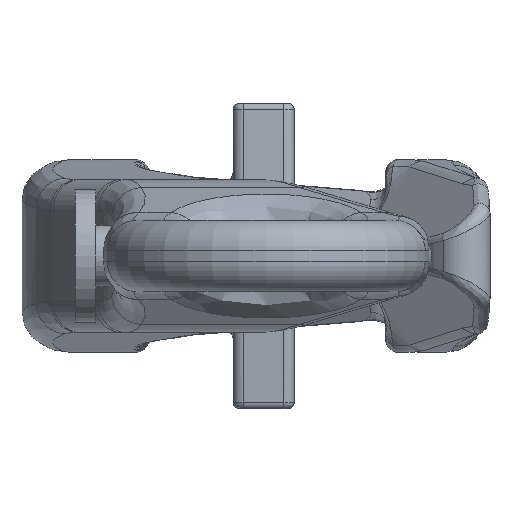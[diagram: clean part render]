
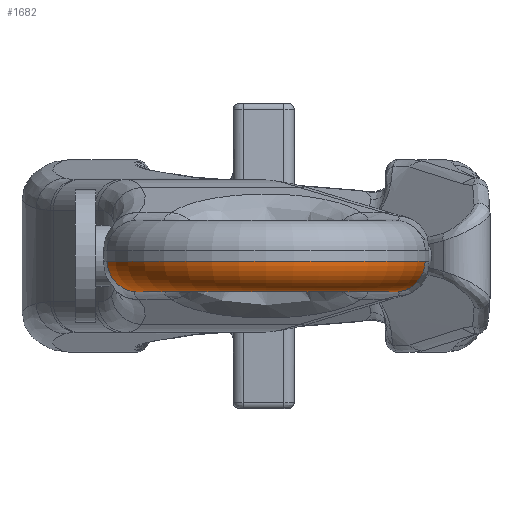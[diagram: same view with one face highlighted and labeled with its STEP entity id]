
A CAD part, left-side view. The second image highlights one B-rep face of the part: STEP entity #1682.
In plain terms, the highlighted toroidal (fillet/blend) face has major radius 26 mm and minor radius 6 mm.
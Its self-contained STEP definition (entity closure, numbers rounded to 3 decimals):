
#50=TOROIDAL_SURFACE('',#6646,26.,6.);
#123=(
BOUNDED_CURVE()
B_SPLINE_CURVE(2,(#12534,#12535,#12536),.UNSPECIFIED.,.F.,.F.)
B_SPLINE_CURVE_WITH_KNOTS((3,3),(0.,1.),.UNSPECIFIED.)
CURVE()
GEOMETRIC_REPRESENTATION_ITEM()
RATIONAL_B_SPLINE_CURVE((1.,0.707,1.))
REPRESENTATION_ITEM('')
);
#1682=ADVANCED_FACE('',(#2185),#50,.T.);
#2185=FACE_OUTER_BOUND('',#2599,.T.);
#2599=EDGE_LOOP('',(#3551,#3552,#3553,#3554));
#3551=ORIENTED_EDGE('',*,*,#5803,.T.);
#3552=ORIENTED_EDGE('',*,*,#5662,.F.);
#3553=ORIENTED_EDGE('',*,*,#5805,.F.);
#3554=ORIENTED_EDGE('',*,*,#5603,.F.);
#5017=VERTEX_POINT('',#10463);
#5018=VERTEX_POINT('',#10465);
#5061=VERTEX_POINT('',#11062);
#5064=VERTEX_POINT('',#11067);
#5603=EDGE_CURVE('',#5017,#5018,#6318,.T.);
#5662=EDGE_CURVE('',#5064,#5061,#6323,.T.);
#5803=EDGE_CURVE('',#5017,#5061,#6376,.T.);
#5805=EDGE_CURVE('',#5018,#5064,#123,.T.);
#6318=CIRCLE('',#6538,32.);
#6323=CIRCLE('',#6555,26.);
#6376=CIRCLE('',#6645,6.);
#6538=AXIS2_PLACEMENT_3D('',#10464,#7010,#7011);
#6555=AXIS2_PLACEMENT_3D('',#11068,#7056,#7057);
#6645=AXIS2_PLACEMENT_3D('',#12476,#7260,#7261);
#6646=AXIS2_PLACEMENT_3D('',#12537,#7262,#7263);
#7010=DIRECTION('',(0.,0.,1.));
#7011=DIRECTION('',(-1.,0.,0.));
#7056=DIRECTION('',(0.,0.,-1.));
#7057=DIRECTION('',(-1.,0.,0.));
#7260=DIRECTION('',(-0.977,-0.215,0.));
#7261=DIRECTION('',(0.215,-0.977,0.));
#7262=DIRECTION('',(0.,0.,-1.));
#7263=DIRECTION('',(1.,0.,0.));
#10463=CARTESIAN_POINT('',(-87.609,31.248,-1.));
#10464=CARTESIAN_POINT('',(-80.714,0.,-1.));
#10465=CARTESIAN_POINT('',(-87.609,-31.248,-1.));
#11062=CARTESIAN_POINT('',(-86.316,25.389,-7.));
#11067=CARTESIAN_POINT('',(-86.316,-25.389,-7.));
#11068=CARTESIAN_POINT('',(-80.714,0.,-7.));
#12476=CARTESIAN_POINT('',(-86.316,25.389,-1.));
#12534=CARTESIAN_POINT('',(-87.609,-31.248,-1.));
#12535=CARTESIAN_POINT('',(-87.609,-31.248,-7.));
#12536=CARTESIAN_POINT('',(-86.316,-25.389,-7.));
#12537=CARTESIAN_POINT('',(-80.714,0.,-1.));
